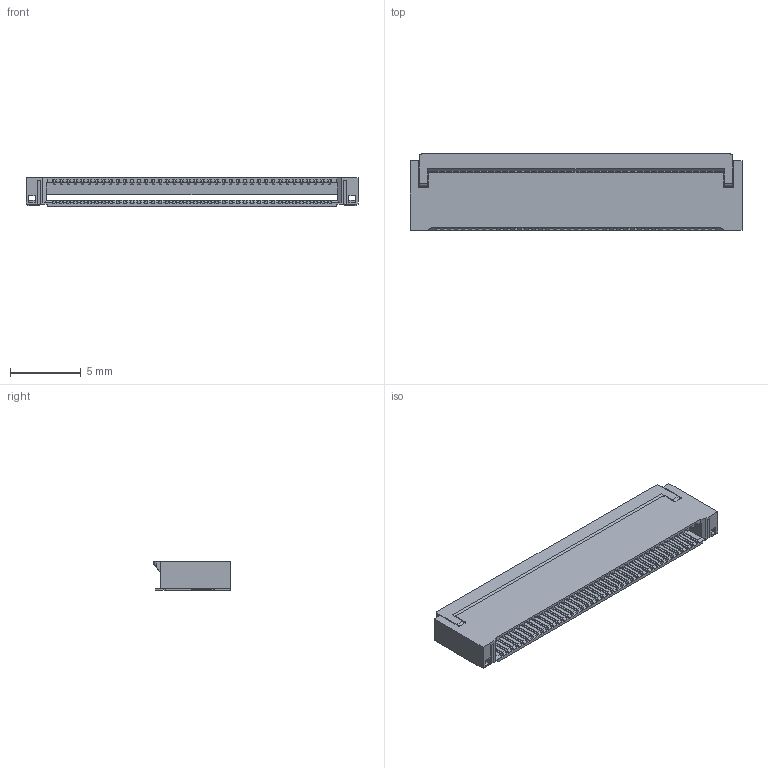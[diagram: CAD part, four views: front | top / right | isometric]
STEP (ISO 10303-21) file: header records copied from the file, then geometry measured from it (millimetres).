
FILE_DESCRIPTION(/* description */ ('STEP AP214'),/* implementation_level */ '2;1');
FILE_NAME(/* name */ 'XUNPU_FPC-05FB-40PH20.step',/* time_stamp */ '2024-11-21T03:51:48+01:00',/* author */ (''),/* organization */ (''),/* preprocessor_version */ 'ST-DEVELOPER v20',/* originating_system */ 'Autodesk Translation Framework v13.20.0.188',/* authorisation */ '');
FILE_SCHEMA (('AUTOMOTIVE_DESIGN { 1 0 10303 214 3 1 1 }'));
Length unit declared in the file: millimetre
Products named in the file (1): FPC-SMD_40P-P0.50_XUNPU_FPC-05FB-40PH20
Bounding box: 23.5 x 5.4 x 2 mm (x, y, z)
Volume: 99.2 mm3; surface area: 1009.5 mm2
Topology: 84 solids, 84 shells, 1270 faces, 3305 edges, 2202 vertices
Faces by surface type: plane 1196, cylinder 62, bspline 12
Entity records: 40232 total; most frequent: CARTESIAN_POINT 7654, ORIENTED_EDGE 6610, DIRECTION 5927, EDGE_CURVE 3305, LINE 3153, VECTOR 3153, VERTEX_POINT 2202, AXIS2_PLACEMENT_3D 1387
